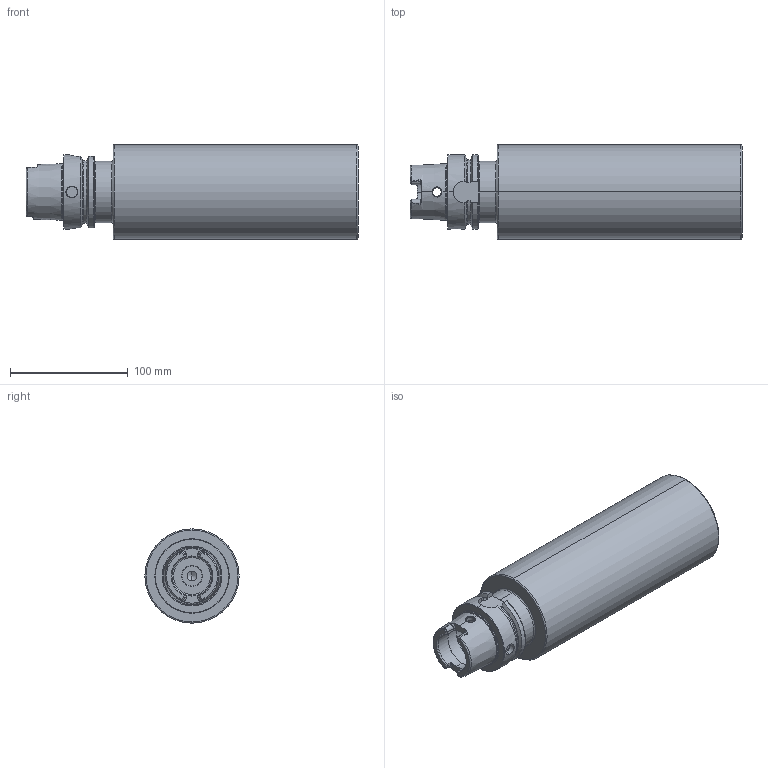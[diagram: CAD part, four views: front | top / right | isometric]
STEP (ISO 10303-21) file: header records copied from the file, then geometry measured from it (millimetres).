
FILE_DESCRIPTION (( 'STEP AP214' ), '1' );
FILE_NAME ('HA6.Ro8.002.250.STEP', '2021-03-31T14:12:08', ( '' ), ( '' ), 'SwSTEP 2.0', 'SolidWorks 2017', '' );
FILE_SCHEMA (( 'AUTOMOTIVE_DESIGN' ));
Length unit declared in the file: millimetre
Products named in the file (1): HA6.Ro8.002.250
Bounding box: 281.9 x 80 x 80 mm (x, y, z)
Volume: 1160617.4 mm3; surface area: 82760.4 mm2
Topology: 1 solids, 1 shells, 180 faces, 475 edges, 296 vertices
Faces by surface type: cylinder 49, plane 48, torus 37, cone 34, bspline 12
Entity records: 6972 total; most frequent: CARTESIAN_POINT 2669, ORIENTED_EDGE 942, DIRECTION 838, EDGE_CURVE 471, AXIS2_PLACEMENT_3D 345, VERTEX_POINT 296, EDGE_LOOP 187, FACE_OUTER_BOUND 180
